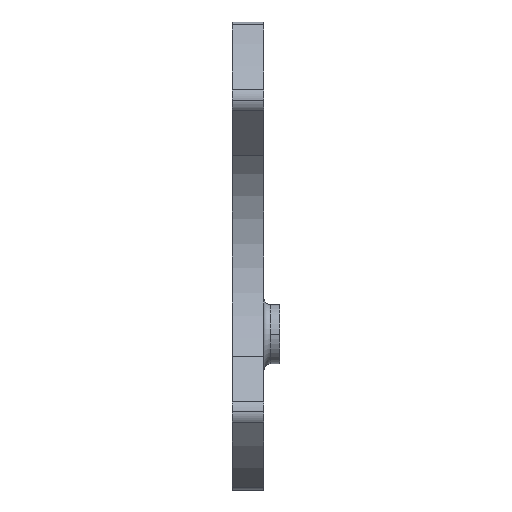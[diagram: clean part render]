
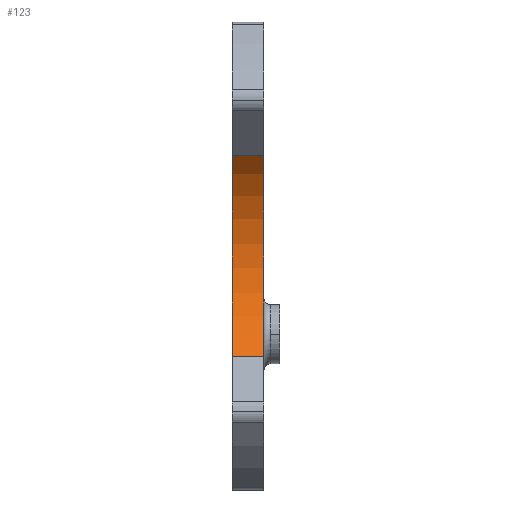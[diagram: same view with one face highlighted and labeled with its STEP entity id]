
A CAD part, left-side view. The second image highlights one B-rep face of the part: STEP entity #123.
In plain terms, the highlighted cylindrical face has radius 45.048 mm (diameter 90.097 mm), a partial arc.
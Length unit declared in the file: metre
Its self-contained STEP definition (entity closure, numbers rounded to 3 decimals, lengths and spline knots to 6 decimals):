
#123=ADVANCED_FACE('1302:27298',(#284),#285,.F.);
#284=FACE_OUTER_BOUND('',#580,.T.);
#285=CYLINDRICAL_SURFACE('',#581,0.045048);
#580=EDGE_LOOP('',(#1194,#1195,#1196,#1197));
#581=AXIS2_PLACEMENT_3D('',#1198,#1199,#1200);
#1194=ORIENTED_EDGE('',*,*,#1397,.F.);
#1195=ORIENTED_EDGE('',*,*,#1306,.T.);
#1196=ORIENTED_EDGE('',*,*,#1334,.T.);
#1197=ORIENTED_EDGE('',*,*,#1402,.T.);
#1198=CARTESIAN_POINT('',(-0.093684,0.357657,0.013007));
#1199=DIRECTION('',(0.0,-1.0,0.));
#1200=DIRECTION('',(0.707,0.,0.707));
#1306=EDGE_CURVE('1302:27315',#1600,#1598,#1601,.T.);
#1334=EDGE_CURVE('1302:27674',#1598,#1638,#1640,.T.);
#1397=EDGE_CURVE('1302:27312',#1600,#1730,#1731,.F.);
#1402=EDGE_CURVE('1302:27318',#1638,#1730,#1737,.T.);
#1598=VERTEX_POINT('',#2018);
#1600=VERTEX_POINT('',#2021);
#1601=LINE('',#2022,#2023);
#1638=VERTEX_POINT('',#2073);
#1640=CIRCLE('',#2076,0.045048);
#1730=VERTEX_POINT('',#2250);
#1731=CIRCLE('',#2251,0.045048);
#1737=LINE('',#2260,#2261);
#2018=CARTESIAN_POINT('',(-0.061832,0.357657,-0.01885));
#2021=CARTESIAN_POINT('',(-0.061832,0.367657,-0.01885));
#2022=CARTESIAN_POINT('',(-0.061832,0.357657,-0.01885));
#2023=VECTOR('',#2485,1.0);
#2073=CARTESIAN_POINT('',(-0.061827,0.357657,0.044858));
#2076=AXIS2_PLACEMENT_3D('',#2539,#2540,#2541);
#2250=CARTESIAN_POINT('',(-0.061827,0.367657,0.044858));
#2251=AXIS2_PLACEMENT_3D('',#2643,#2644,#2645);
#2260=CARTESIAN_POINT('',(-0.061827,0.357657,0.044858));
#2261=VECTOR('',#2652,1.0);
#2485=DIRECTION('',(-0.0,-1.0,0.));
#2539=CARTESIAN_POINT('',(-0.093684,0.357657,0.013007));
#2540=DIRECTION('',(0.,-1.0,0.));
#2541=DIRECTION('',(0.707,0.,0.707));
#2643=CARTESIAN_POINT('',(-0.093684,0.367657,0.013007));
#2644=DIRECTION('',(0.,1.0,0.));
#2645=DIRECTION('',(0.707,0.,0.707));
#2652=DIRECTION('',(0.0,1.0,0.0));
